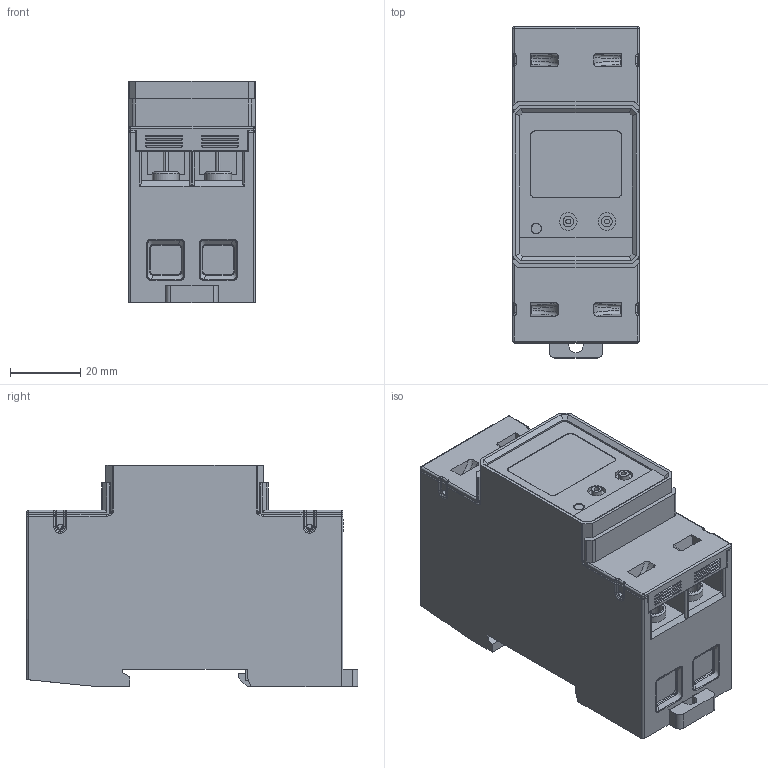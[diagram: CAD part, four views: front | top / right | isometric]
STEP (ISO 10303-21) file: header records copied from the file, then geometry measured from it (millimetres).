
FILE_DESCRIPTION (( 'STEP AP214' ), '1' );
FILE_NAME ('DDS1946-2M.STEP', '2022-07-20T00:55:04', ( '' ), ( '' ), 'SwSTEP 2.0', 'SolidWorks 2009', '' );
FILE_SCHEMA (( 'AUTOMOTIVE_DESIGN' ));
Length unit declared in the file: millimetre
Products named in the file (1): DDS1946-2M
Bounding box: 36 x 94.45 x 63 mm (x, y, z)
Volume: 165096.3 mm3; surface area: 41928.4 mm2
Topology: 11 solids, 22 shells, 1926 faces, 5233 edges, 3336 vertices
Faces by surface type: plane 1047, cylinder 517, bspline 314, cone 40, torus 8
Entity records: 97413 total; most frequent: CARTESIAN_POINT 30541, ORIENTED_EDGE 10258, DIRECTION 8598, EDGE_CURVE 5129, VERTEX_POINT 3336, LINE 3128, VECTOR 3128, AXIS2_PLACEMENT_3D 2735
